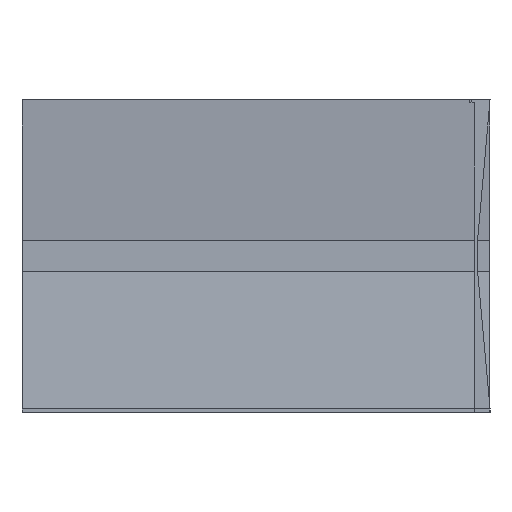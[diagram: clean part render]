
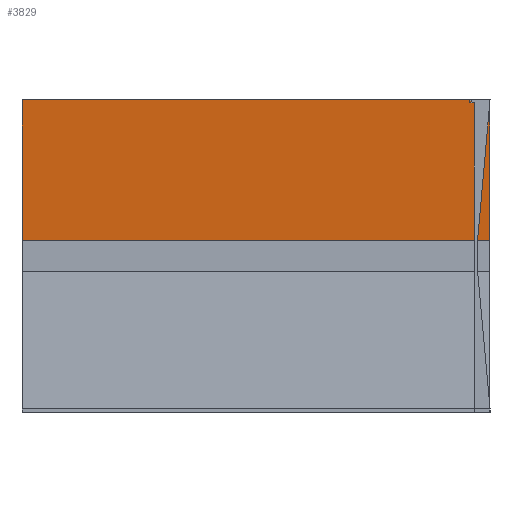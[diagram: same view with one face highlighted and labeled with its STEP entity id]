
A CAD part, left-side view. The second image highlights one B-rep face of the part: STEP entity #3829.
In plain terms, the highlighted planar face has unit normal (-0.996, 0, -0.088).
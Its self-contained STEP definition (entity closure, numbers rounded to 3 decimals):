
#1321 = PLANE('',#1322);
#1322 = AXIS2_PLACEMENT_3D('',#1323,#1324,#1325);
#1323 = CARTESIAN_POINT('',(-217.862,-150.,101.929));
#1324 = DIRECTION('',(0.,-1.,0.));
#1325 = DIRECTION('',(0.,0.,1.));
#2245 = VERTEX_POINT('',#2246);
#2246 = CARTESIAN_POINT('',(-225.011,-150.,200.156));
#2260 = PLANE('',#2261);
#2261 = AXIS2_PLACEMENT_3D('',#2262,#2263,#2264);
#2262 = CARTESIAN_POINT('',(-212.019,-150.,200.156));
#2263 = DIRECTION('',(0.,0.,1.));
#2264 = DIRECTION('',(-1.,0.,0.));
#2272 = EDGE_CURVE('',#2245,#2273,#2275,.T.);
#2273 = VERTEX_POINT('',#2274);
#2274 = CARTESIAN_POINT('',(-217.033,-150.,109.971));
#2275 = SURFACE_CURVE('',#2276,(#2280,#2287),.PCURVE_S1.);
#2276 = LINE('',#2277,#2278);
#2277 = CARTESIAN_POINT('',(-217.033,-150.,109.971));
#2278 = VECTOR('',#2279,1.);
#2279 = DIRECTION('',(0.088,0.,
    -0.996));
#2280 = PCURVE('',#1321,#2281);
#2281 = DEFINITIONAL_REPRESENTATION('',(#2282),#2286);
#2282 = LINE('',#2283,#2284);
#2283 = CARTESIAN_POINT('',(8.042,-0.828));
#2284 = VECTOR('',#2285,1.);
#2285 = DIRECTION('',(-0.996,-0.088));
#2286 = ( GEOMETRIC_REPRESENTATION_CONTEXT(2) 
PARAMETRIC_REPRESENTATION_CONTEXT() REPRESENTATION_CONTEXT('2D SPACE',''
  ) );
#2287 = PCURVE('',#2288,#2293);
#2288 = PLANE('',#2289);
#2289 = AXIS2_PLACEMENT_3D('',#2290,#2291,#2292);
#2290 = CARTESIAN_POINT('',(-225.011,-150.,200.156));
#2291 = DIRECTION('',(-0.996,0.,
    -0.088));
#2292 = DIRECTION('',(0.088,0.,
    -0.996));
#2293 = DEFINITIONAL_REPRESENTATION('',(#2294),#2298);
#2294 = LINE('',#2295,#2296);
#2295 = CARTESIAN_POINT('',(90.537,0.));
#2296 = VECTOR('',#2297,1.);
#2297 = DIRECTION('',(1.,0.));
#2298 = ( GEOMETRIC_REPRESENTATION_CONTEXT(2) 
PARAMETRIC_REPRESENTATION_CONTEXT() REPRESENTATION_CONTEXT('2D SPACE',''
  ) );
#2316 = PLANE('',#2317);
#2317 = AXIS2_PLACEMENT_3D('',#2318,#2319,#2320);
#2318 = CARTESIAN_POINT('',(-217.033,-150.,109.971));
#2319 = DIRECTION('',(-1.,0.,0.));
#2320 = DIRECTION('',(0.,0.,-1.));
#2397 = PLANE('',#2398);
#2398 = AXIS2_PLACEMENT_3D('',#2399,#2400,#2401);
#2399 = CARTESIAN_POINT('',(-217.862,150.,101.929));
#2400 = DIRECTION('',(0.,-1.,0.));
#2401 = DIRECTION('',(0.,0.,1.));
#3784 = EDGE_CURVE('',#2273,#3785,#3787,.T.);
#3785 = VERTEX_POINT('',#3786);
#3786 = CARTESIAN_POINT('',(-217.033,150.,109.971));
#3787 = SURFACE_CURVE('',#3788,(#3792,#3799),.PCURVE_S1.);
#3788 = LINE('',#3789,#3790);
#3789 = CARTESIAN_POINT('',(-217.033,-150.,109.971));
#3790 = VECTOR('',#3791,1.);
#3791 = DIRECTION('',(0.,1.,0.));
#3792 = PCURVE('',#2316,#3793);
#3793 = DEFINITIONAL_REPRESENTATION('',(#3794),#3798);
#3794 = LINE('',#3795,#3796);
#3795 = CARTESIAN_POINT('',(0.,0.));
#3796 = VECTOR('',#3797,1.);
#3797 = DIRECTION('',(0.,-1.));
#3798 = ( GEOMETRIC_REPRESENTATION_CONTEXT(2) 
PARAMETRIC_REPRESENTATION_CONTEXT() REPRESENTATION_CONTEXT('2D SPACE',''
  ) );
#3799 = PCURVE('',#2288,#3800);
#3800 = DEFINITIONAL_REPRESENTATION('',(#3801),#3805);
#3801 = LINE('',#3802,#3803);
#3802 = CARTESIAN_POINT('',(90.537,0.));
#3803 = VECTOR('',#3804,1.);
#3804 = DIRECTION('',(0.,-1.));
#3805 = ( GEOMETRIC_REPRESENTATION_CONTEXT(2) 
PARAMETRIC_REPRESENTATION_CONTEXT() REPRESENTATION_CONTEXT('2D SPACE',''
  ) );
#3829 = ADVANCED_FACE('',(#3830),#2288,.T.);
#3830 = FACE_BOUND('',#3831,.T.);
#3831 = EDGE_LOOP('',(#3832,#3855,#3876,#3877));
#3832 = ORIENTED_EDGE('',*,*,#3833,.T.);
#3833 = EDGE_CURVE('',#2245,#3834,#3836,.T.);
#3834 = VERTEX_POINT('',#3835);
#3835 = CARTESIAN_POINT('',(-225.011,150.,200.156));
#3836 = SURFACE_CURVE('',#3837,(#3841,#3848),.PCURVE_S1.);
#3837 = LINE('',#3838,#3839);
#3838 = CARTESIAN_POINT('',(-225.011,-150.,200.156));
#3839 = VECTOR('',#3840,1.);
#3840 = DIRECTION('',(0.,1.,0.));
#3841 = PCURVE('',#2288,#3842);
#3842 = DEFINITIONAL_REPRESENTATION('',(#3843),#3847);
#3843 = LINE('',#3844,#3845);
#3844 = CARTESIAN_POINT('',(0.,0.));
#3845 = VECTOR('',#3846,1.);
#3846 = DIRECTION('',(0.,-1.));
#3847 = ( GEOMETRIC_REPRESENTATION_CONTEXT(2) 
PARAMETRIC_REPRESENTATION_CONTEXT() REPRESENTATION_CONTEXT('2D SPACE',''
  ) );
#3848 = PCURVE('',#2260,#3849);
#3849 = DEFINITIONAL_REPRESENTATION('',(#3850),#3854);
#3850 = LINE('',#3851,#3852);
#3851 = CARTESIAN_POINT('',(12.993,0.));
#3852 = VECTOR('',#3853,1.);
#3853 = DIRECTION('',(0.,-1.));
#3854 = ( GEOMETRIC_REPRESENTATION_CONTEXT(2) 
PARAMETRIC_REPRESENTATION_CONTEXT() REPRESENTATION_CONTEXT('2D SPACE',''
  ) );
#3855 = ORIENTED_EDGE('',*,*,#3856,.T.);
#3856 = EDGE_CURVE('',#3834,#3785,#3857,.T.);
#3857 = SURFACE_CURVE('',#3858,(#3862,#3869),.PCURVE_S1.);
#3858 = LINE('',#3859,#3860);
#3859 = CARTESIAN_POINT('',(-217.033,150.,109.971));
#3860 = VECTOR('',#3861,1.);
#3861 = DIRECTION('',(0.088,0.,
    -0.996));
#3862 = PCURVE('',#2288,#3863);
#3863 = DEFINITIONAL_REPRESENTATION('',(#3864),#3868);
#3864 = LINE('',#3865,#3866);
#3865 = CARTESIAN_POINT('',(90.537,-300.));
#3866 = VECTOR('',#3867,1.);
#3867 = DIRECTION('',(1.,0.));
#3868 = ( GEOMETRIC_REPRESENTATION_CONTEXT(2) 
PARAMETRIC_REPRESENTATION_CONTEXT() REPRESENTATION_CONTEXT('2D SPACE',''
  ) );
#3869 = PCURVE('',#2397,#3870);
#3870 = DEFINITIONAL_REPRESENTATION('',(#3871),#3875);
#3871 = LINE('',#3872,#3873);
#3872 = CARTESIAN_POINT('',(8.042,-0.828));
#3873 = VECTOR('',#3874,1.);
#3874 = DIRECTION('',(-0.996,-0.088));
#3875 = ( GEOMETRIC_REPRESENTATION_CONTEXT(2) 
PARAMETRIC_REPRESENTATION_CONTEXT() REPRESENTATION_CONTEXT('2D SPACE',''
  ) );
#3876 = ORIENTED_EDGE('',*,*,#3784,.F.);
#3877 = ORIENTED_EDGE('',*,*,#2272,.F.);
